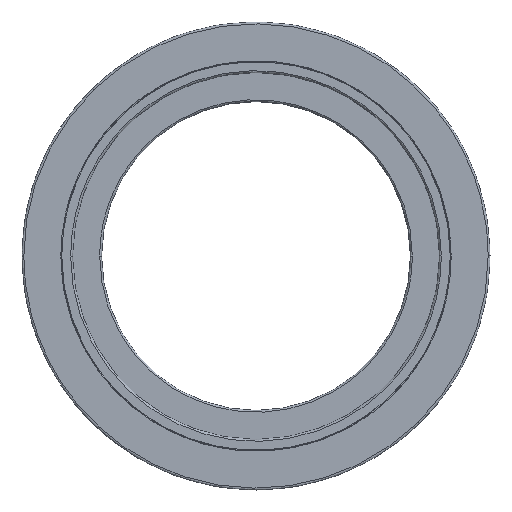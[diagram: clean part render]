
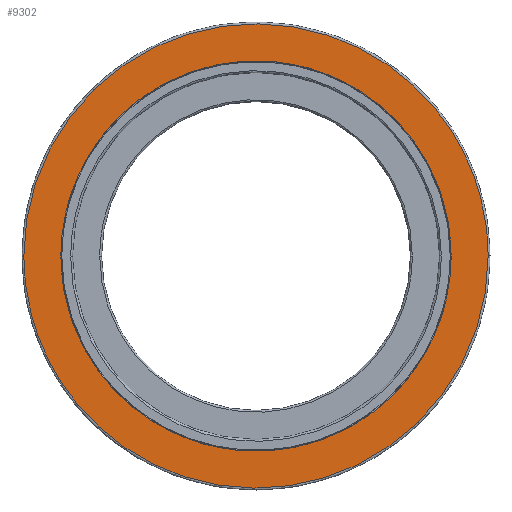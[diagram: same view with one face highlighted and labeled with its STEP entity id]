
A CAD part, left-side view. The second image highlights one B-rep face of the part: STEP entity #9302.
In plain terms, the highlighted planar face has unit normal (-1, 0, 0).
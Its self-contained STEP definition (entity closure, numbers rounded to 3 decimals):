
#539 = ORIENTED_EDGE ( 'NONE', *, *, #5972, .F. ) ;
#1337 = EDGE_CURVE ( 'NONE', #8617, #9702, #10396, .T. ) ;
#1390 = EDGE_LOOP ( 'NONE', ( #2462, #539 ) ) ;
#2103 = CARTESIAN_POINT ( 'NONE',  ( 0., 208.5, 0. ) ) ;
#2462 = ORIENTED_EDGE ( 'NONE', *, *, #1337, .F. ) ;
#3021 = CARTESIAN_POINT ( 'NONE',  ( 0., 0., 0. ) ) ;
#3632 =( BOUNDED_CURVE ( )  B_SPLINE_CURVE ( 3, ( #9228, #10293, #4206, #11297 ),
 .UNSPECIFIED., .F., .T. ) 
 B_SPLINE_CURVE_WITH_KNOTS ( ( 4, 4 ),
 ( 0., 1. ),
 .UNSPECIFIED. ) 
 CURVE ( )  GEOMETRIC_REPRESENTATION_ITEM ( )  RATIONAL_B_SPLINE_CURVE ( ( 1., 0.333, 0.333, 1. ) ) 
 REPRESENTATION_ITEM ( '' )  );
#4069 = DIRECTION ( 'NONE',  ( 0., 0., -1. ) ) ;
#4206 = CARTESIAN_POINT ( 'NONE',  ( 0., -248., 496. ) ) ;
#4563 = CARTESIAN_POINT ( 'NONE',  ( 0., -208.5, 0. ) ) ;
#4737 = CARTESIAN_POINT ( 'NONE',  ( 0., 208.5, 0. ) ) ;
#4740 = ORIENTED_EDGE ( 'NONE', *, *, #8538, .F. ) ;
#5133 = CARTESIAN_POINT ( 'NONE',  ( 0., -208.5, 417. ) ) ;
#5419 = CARTESIAN_POINT ( 'NONE',  ( 0., 208.5, -417. ) ) ;
#5526 = CARTESIAN_POINT ( 'NONE',  ( 0., -208.5, -417. ) ) ;
#5933 = ORIENTED_EDGE ( 'NONE', *, *, #11244, .F. ) ;
#5972 = EDGE_CURVE ( 'NONE', #9702, #8617, #12172, .T. ) ;
#6788 = CARTESIAN_POINT ( 'NONE',  ( 0., -248., -496. ) ) ;
#6863 = CARTESIAN_POINT ( 'NONE',  ( 0., 208.5, 0. ) ) ;
#7617 = CARTESIAN_POINT ( 'NONE',  ( 0., -208.5, 0. ) ) ;
#7776 = CARTESIAN_POINT ( 'NONE',  ( 0., -248., 0. ) ) ;
#8157 = CARTESIAN_POINT ( 'NONE',  ( 0., 208.5, 417. ) ) ;
#8538 = EDGE_CURVE ( 'NONE', #8739, #12820, #13088, .T. ) ;
#8617 = VERTEX_POINT ( 'NONE', #6863 ) ;
#8739 = VERTEX_POINT ( 'NONE', #11022 ) ;
#8808 = CARTESIAN_POINT ( 'NONE',  ( 0., 248., 0. ) ) ;
#9008 = PLANE ( 'NONE',  #11626 ) ;
#9228 = CARTESIAN_POINT ( 'NONE',  ( 0., 248., 0. ) ) ;
#9302 = ADVANCED_FACE ( 'NONE', ( #10099, #10432 ), #9008, .F. ) ;
#9702 = VERTEX_POINT ( 'NONE', #7617 ) ;
#10099 = FACE_BOUND ( 'NONE', #1390, .T. ) ;
#10116 = EDGE_LOOP ( 'NONE', ( #5933, #4740 ) ) ;
#10135 = DIRECTION ( 'NONE',  ( 1., 0., 0. ) ) ;
#10179 = CARTESIAN_POINT ( 'NONE',  ( 0., -208.5, 0. ) ) ;
#10293 = CARTESIAN_POINT ( 'NONE',  ( 0., 248., 496. ) ) ;
#10396 =( BOUNDED_CURVE ( )  B_SPLINE_CURVE ( 3, ( #4737, #5419, #5526, #4563 ),
 .UNSPECIFIED., .F., .T. ) 
 B_SPLINE_CURVE_WITH_KNOTS ( ( 4, 4 ),
 ( 0., 1. ),
 .UNSPECIFIED. ) 
 CURVE ( )  GEOMETRIC_REPRESENTATION_ITEM ( )  RATIONAL_B_SPLINE_CURVE ( ( 1., 0.333, 0.333, 1. ) ) 
 REPRESENTATION_ITEM ( '' )  );
#10432 = FACE_OUTER_BOUND ( 'NONE', #10116, .T. ) ;
#11022 = CARTESIAN_POINT ( 'NONE',  ( 0., -248., 0. ) ) ;
#11244 = EDGE_CURVE ( 'NONE', #12820, #8739, #3632, .T. ) ;
#11297 = CARTESIAN_POINT ( 'NONE',  ( 0., -248., 0. ) ) ;
#11626 = AXIS2_PLACEMENT_3D ( 'NONE', #3021, #10135, #4069 ) ;
#12050 = CARTESIAN_POINT ( 'NONE',  ( 0., 248., 0. ) ) ;
#12172 =( BOUNDED_CURVE ( )  B_SPLINE_CURVE ( 3, ( #10179, #5133, #8157, #2103 ),
 .UNSPECIFIED., .F., .F. ) 
 B_SPLINE_CURVE_WITH_KNOTS ( ( 4, 4 ),
 ( 0., 1. ),
 .UNSPECIFIED. ) 
 CURVE ( )  GEOMETRIC_REPRESENTATION_ITEM ( )  RATIONAL_B_SPLINE_CURVE ( ( 1., 0.333, 0.333, 1. ) ) 
 REPRESENTATION_ITEM ( '' )  );
#12776 = CARTESIAN_POINT ( 'NONE',  ( 0., 248., -496. ) ) ;
#12820 = VERTEX_POINT ( 'NONE', #12050 ) ;
#13088 =( BOUNDED_CURVE ( )  B_SPLINE_CURVE ( 3, ( #7776, #6788, #12776, #8808 ),
 .UNSPECIFIED., .F., .F. ) 
 B_SPLINE_CURVE_WITH_KNOTS ( ( 4, 4 ),
 ( 0., 1. ),
 .UNSPECIFIED. ) 
 CURVE ( )  GEOMETRIC_REPRESENTATION_ITEM ( )  RATIONAL_B_SPLINE_CURVE ( ( 1., 0.333, 0.333, 1. ) ) 
 REPRESENTATION_ITEM ( '' )  );
